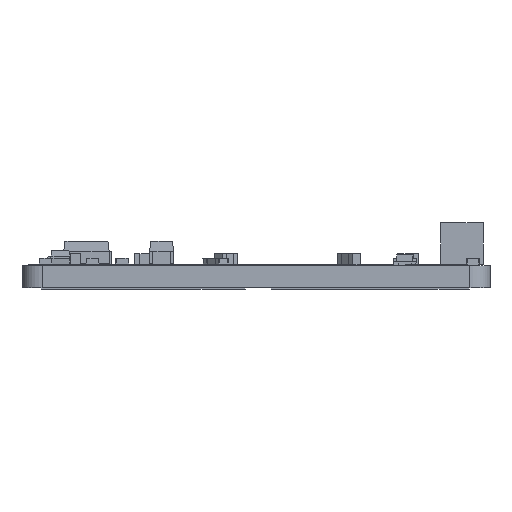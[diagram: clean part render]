
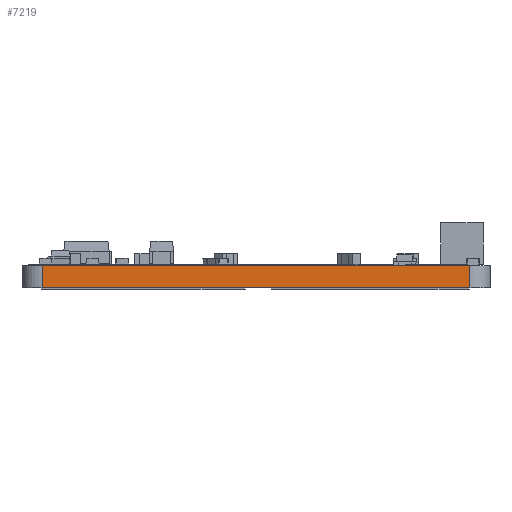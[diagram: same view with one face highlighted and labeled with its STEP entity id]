
A CAD part, front view. The second image highlights one B-rep face of the part: STEP entity #7219.
In plain terms, the highlighted planar face has unit normal (0, -1, 0).
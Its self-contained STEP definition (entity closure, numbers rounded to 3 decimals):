
#436=PLANE('',#8072);
#771=FACE_OUTER_BOUND('',#1162,.T.);
#1162=EDGE_LOOP('',(#5211,#5212,#5213,#5214));
#1752=LINE('',#11213,#2424);
#1753=LINE('',#11215,#2425);
#1754=LINE('',#11217,#2426);
#1755=LINE('',#11218,#2427);
#2424=VECTOR('',#9190,10.);
#2425=VECTOR('',#9191,10.);
#2426=VECTOR('',#9192,10.);
#2427=VECTOR('',#9193,10.);
#3467=VERTEX_POINT('',#11211);
#3468=VERTEX_POINT('',#11212);
#3469=VERTEX_POINT('',#11214);
#3470=VERTEX_POINT('',#11216);
#4168=EDGE_CURVE('',#3467,#3468,#1752,.T.);
#4169=EDGE_CURVE('',#3468,#3469,#1753,.T.);
#4170=EDGE_CURVE('',#3470,#3469,#1754,.T.);
#4171=EDGE_CURVE('',#3467,#3470,#1755,.T.);
#5211=ORIENTED_EDGE('',*,*,#4168,.T.);
#5212=ORIENTED_EDGE('',*,*,#4169,.T.);
#5213=ORIENTED_EDGE('',*,*,#4170,.F.);
#5214=ORIENTED_EDGE('',*,*,#4171,.F.);
#7219=ADVANCED_FACE('',(#771),#436,.T.);
#8072=AXIS2_PLACEMENT_3D('',#11210,#9188,#9189);
#9188=DIRECTION('center_axis',(0.,-1.,0.));
#9189=DIRECTION('ref_axis',(1.,0.,0.));
#9190=DIRECTION('',(1.,0.,0.));
#9191=DIRECTION('',(0.,0.,1.));
#9192=DIRECTION('',(1.,0.,0.));
#9193=DIRECTION('',(0.,0.,1.));
#11210=CARTESIAN_POINT('Origin',(1.5,0.,0.));
#11211=CARTESIAN_POINT('',(1.5,0.,0.));
#11212=CARTESIAN_POINT('',(33.5,0.,0.));
#11213=CARTESIAN_POINT('',(1.5,0.,0.));
#11214=CARTESIAN_POINT('',(33.5,0.,1.67));
#11215=CARTESIAN_POINT('',(33.5,0.,0.));
#11216=CARTESIAN_POINT('',(1.5,0.,1.67));
#11217=CARTESIAN_POINT('',(1.5,0.,1.67));
#11218=CARTESIAN_POINT('',(1.5,0.,0.));
